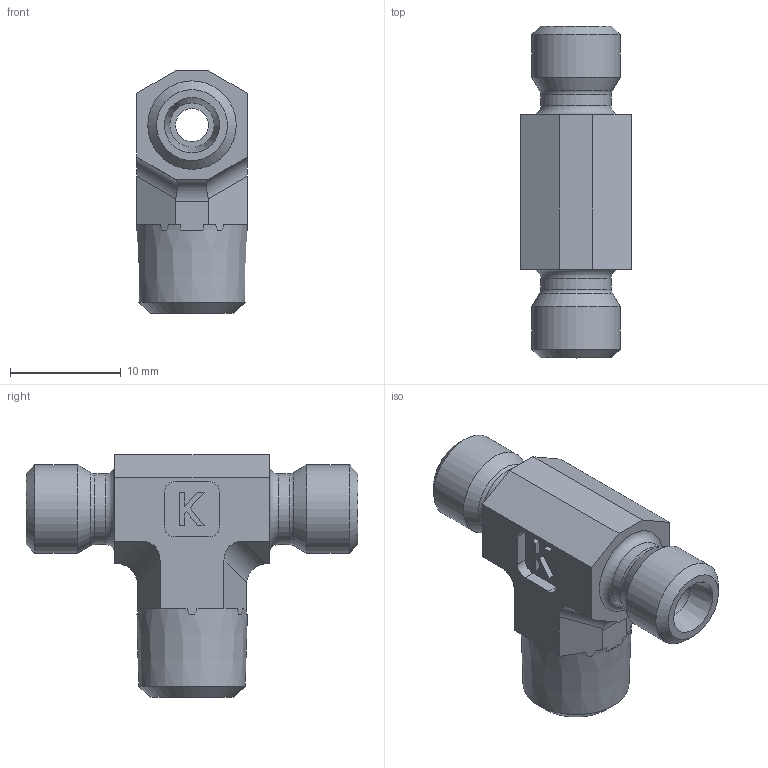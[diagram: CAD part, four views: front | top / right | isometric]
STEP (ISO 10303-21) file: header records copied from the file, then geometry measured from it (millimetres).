
FILE_DESCRIPTION((''),'2;1');
FILE_NAME('28001041808.stp','2014-08-22T14:40:49',(''),('KNOMI spol. s r. o.'),'Autodesk Inventor 2012','Autodesk Inventor 2012','');
FILE_SCHEMA(('AUTOMOTIVE_DESIGN { 1 2 10303 214 0 1 1 1 }'));
Length unit declared in the file: millimetre
Products named in the file (1): THCR1 4LLRkuž R1/8/ M8x1
Bounding box: 10.01 x 30 x 21.91 mm (x, y, z)
Volume: 2420.1 mm3; surface area: 1869.6 mm2
Topology: 1 solids, 1 shells, 91 faces, 243 edges, 159 vertices
Faces by surface type: plane 58, cylinder 18, cone 11, torus 4
Full cylindrical faces by diameter (mm): 3 x1, 3.5 x1, 4 x2, 6.4 x2, 8 x2
Entity records: 2726 total; most frequent: CARTESIAN_POINT 560, DIRECTION 444, ORIENTED_EDGE 424, EDGE_CURVE 212, AXIS2_PLACEMENT_3D 160, VERTEX_POINT 150, VECTOR 124, LINE 124
